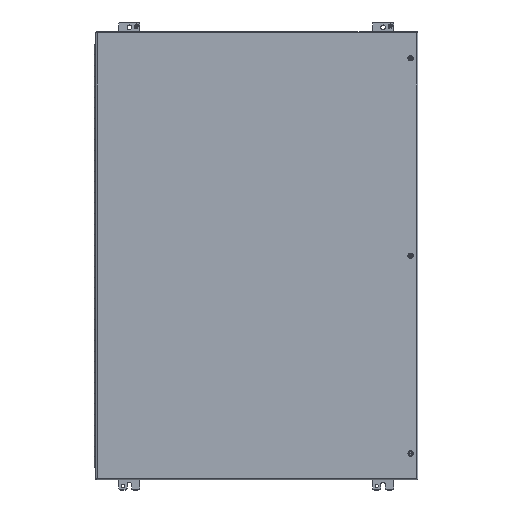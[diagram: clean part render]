
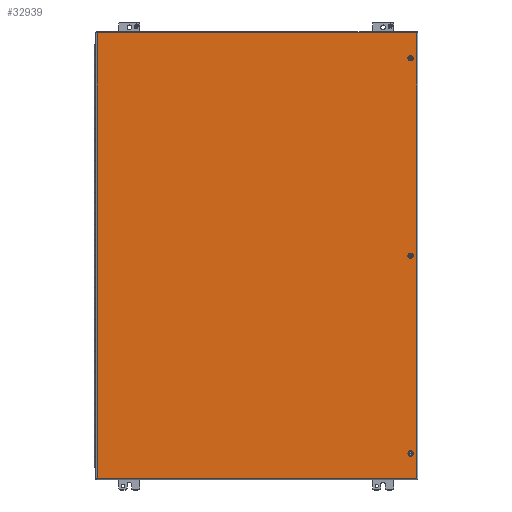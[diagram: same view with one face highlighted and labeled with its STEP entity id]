
A CAD part, top view. The second image highlights one B-rep face of the part: STEP entity #32939.
In plain terms, the highlighted planar face has unit normal (0, 0, 1).
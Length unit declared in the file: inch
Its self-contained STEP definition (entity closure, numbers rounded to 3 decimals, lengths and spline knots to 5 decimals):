
#850 = VERTEX_POINT ( 'NONE', #26727 ) ;
#918 = EDGE_LOOP ( 'NONE', ( #8241, #4503 ) ) ;
#1267 = EDGE_CURVE ( 'NONE', #18430, #850, #8335, .T. ) ;
#1477 = VECTOR ( 'NONE', #10886, 39.37008 ) ;
#1637 = VERTEX_POINT ( 'NONE', #9157 ) ;
#1781 = LINE ( 'NONE', #37798, #7721 ) ;
#2156 = DIRECTION ( 'NONE',  ( 0., 0., 1. ) ) ;
#3712 = FACE_BOUND ( 'NONE', #36752, .T. ) ;
#4503 = ORIENTED_EDGE ( 'NONE', *, *, #26073, .T. ) ;
#6186 = CARTESIAN_POINT ( 'NONE',  ( 14.58998, 18.6865, 9.172 ) ) ;
#6882 = DIRECTION ( 'NONE',  ( 0., 1., 0. ) ) ;
#7721 = VECTOR ( 'NONE', #24998, 39.37008 ) ;
#8241 = ORIENTED_EDGE ( 'NONE', *, *, #25477, .T. ) ;
#8335 = CIRCLE ( 'NONE', #22269, 0.133 ) ;
#9157 = CARTESIAN_POINT ( 'NONE',  ( -15.05202, -21.0795, 9.172 ) ) ;
#9893 = LINE ( 'NONE', #39015, #1477 ) ;
#10076 = LINE ( 'NONE', #26644, #32801 ) ;
#10112 = VERTEX_POINT ( 'NONE', #27955 ) ;
#10886 = DIRECTION ( 'NONE',  ( 0., -1., 0. ) ) ;
#11393 = CARTESIAN_POINT ( 'NONE',  ( 14.58998, -0.133, 9.172 ) ) ;
#11677 = DIRECTION ( 'NONE',  ( 0., -1., 0. ) ) ;
#11812 = DIRECTION ( 'NONE',  ( 0., 0., -1. ) ) ;
#11841 = EDGE_CURVE ( 'NONE', #1637, #40429, #1781, .T. ) ;
#12239 = CARTESIAN_POINT ( 'NONE',  ( 14.58998, 0., 9.172 ) ) ;
#12617 = CARTESIAN_POINT ( 'NONE',  ( 14.58998, 18.6865, 9.172 ) ) ;
#12659 = FACE_BOUND ( 'NONE', #18790, .T. ) ;
#12735 = AXIS2_PLACEMENT_3D ( 'NONE', #35925, #33145, #17261 ) ;
#13105 = CARTESIAN_POINT ( 'NONE',  ( 14.58998, -18.5535, 9.172 ) ) ;
#13695 = DIRECTION ( 'NONE',  ( 0., 0., -1. ) ) ;
#14365 = ORIENTED_EDGE ( 'NONE', *, *, #21685, .T. ) ;
#14366 = VERTEX_POINT ( 'NONE', #14858 ) ;
#14774 = AXIS2_PLACEMENT_3D ( 'NONE', #29089, #17061, #22891 ) ;
#14858 = CARTESIAN_POINT ( 'NONE',  ( 14.58998, 0.133, 9.172 ) ) ;
#14973 = ORIENTED_EDGE ( 'NONE', *, *, #11841, .T. ) ;
#15826 = EDGE_CURVE ( 'NONE', #16543, #1637, #9893, .T. ) ;
#16237 = CARTESIAN_POINT ( 'NONE',  ( 15.16998, -21.0795, 9.172 ) ) ;
#16543 = VERTEX_POINT ( 'NONE', #27759 ) ;
#17061 = DIRECTION ( 'NONE',  ( 0., 0., -1. ) ) ;
#17261 = DIRECTION ( 'NONE',  ( 0., -1., 0. ) ) ;
#17589 = CARTESIAN_POINT ( 'NONE',  ( -15.05202, -21.0795, 9.172 ) ) ;
#18430 = VERTEX_POINT ( 'NONE', #13105 ) ;
#18590 = ORIENTED_EDGE ( 'NONE', *, *, #1267, .T. ) ;
#18790 = EDGE_LOOP ( 'NONE', ( #14365, #18590 ) ) ;
#18858 = DIRECTION ( 'NONE',  ( 0., -1., 0. ) ) ;
#19477 = CIRCLE ( 'NONE', #20286, 0.133 ) ;
#19490 = DIRECTION ( 'NONE',  ( 0., 0., -1. ) ) ;
#19548 = CARTESIAN_POINT ( 'NONE',  ( 15.16998, 21.0795, 9.172 ) ) ;
#19902 = VECTOR ( 'NONE', #6882, 39.37008 ) ;
#20286 = AXIS2_PLACEMENT_3D ( 'NONE', #6186, #34735, #18858 ) ;
#20389 = CIRCLE ( 'NONE', #23994, 0.133 ) ;
#20613 = ORIENTED_EDGE ( 'NONE', *, *, #27060, .T. ) ;
#20729 = EDGE_CURVE ( 'NONE', #39469, #14366, #21428, .T. ) ;
#21022 = FACE_OUTER_BOUND ( 'NONE', #29341, .T. ) ;
#21428 = CIRCLE ( 'NONE', #37811, 0.133 ) ;
#21685 = EDGE_CURVE ( 'NONE', #850, #18430, #24285, .T. ) ;
#22269 = AXIS2_PLACEMENT_3D ( 'NONE', #31534, #13695, #34835 ) ;
#22891 = DIRECTION ( 'NONE',  ( 0., -1., 0. ) ) ;
#23479 = VERTEX_POINT ( 'NONE', #28042 ) ;
#23994 = AXIS2_PLACEMENT_3D ( 'NONE', #12617, #19490, #31648 ) ;
#24111 = ORIENTED_EDGE ( 'NONE', *, *, #39299, .T. ) ;
#24285 = CIRCLE ( 'NONE', #12735, 0.133 ) ;
#24998 = DIRECTION ( 'NONE',  ( 1., 0., 0. ) ) ;
#25028 = AXIS2_PLACEMENT_3D ( 'NONE', #17589, #2156, #30456 ) ;
#25477 = EDGE_CURVE ( 'NONE', #23479, #10112, #19477, .T. ) ;
#25781 = ORIENTED_EDGE ( 'NONE', *, *, #33902, .T. ) ;
#26073 = EDGE_CURVE ( 'NONE', #10112, #23479, #20389, .T. ) ;
#26644 = CARTESIAN_POINT ( 'NONE',  ( -15.05202, 21.0795, 9.172 ) ) ;
#26727 = CARTESIAN_POINT ( 'NONE',  ( 14.58998, -18.8195, 9.172 ) ) ;
#27060 = EDGE_CURVE ( 'NONE', #14366, #39469, #37080, .T. ) ;
#27147 = ORIENTED_EDGE ( 'NONE', *, *, #20729, .T. ) ;
#27759 = CARTESIAN_POINT ( 'NONE',  ( -15.05202, 21.0795, 9.172 ) ) ;
#27955 = CARTESIAN_POINT ( 'NONE',  ( 14.58998, 18.8195, 9.172 ) ) ;
#28042 = CARTESIAN_POINT ( 'NONE',  ( 14.58998, 18.5535, 9.172 ) ) ;
#29089 = CARTESIAN_POINT ( 'NONE',  ( 14.58998, 0., 9.172 ) ) ;
#29341 = EDGE_LOOP ( 'NONE', ( #24111, #25781, #31629, #14973 ) ) ;
#30456 = DIRECTION ( 'NONE',  ( 0., -1., 0. ) ) ;
#31534 = CARTESIAN_POINT ( 'NONE',  ( 14.58998, -18.6865, 9.172 ) ) ;
#31629 = ORIENTED_EDGE ( 'NONE', *, *, #15826, .T. ) ;
#31648 = DIRECTION ( 'NONE',  ( 0., -1., 0. ) ) ;
#32801 = VECTOR ( 'NONE', #39303, 39.37008 ) ;
#32872 = FACE_BOUND ( 'NONE', #918, .T. ) ;
#32939 = ADVANCED_FACE ( 'NONE', ( #21022, #32872, #12659, #3712 ), #39793, .T. ) ;
#33145 = DIRECTION ( 'NONE',  ( 0., 0., -1. ) ) ;
#33902 = EDGE_CURVE ( 'NONE', #35390, #16543, #10076, .T. ) ;
#34735 = DIRECTION ( 'NONE',  ( 0., 0., -1. ) ) ;
#34835 = DIRECTION ( 'NONE',  ( 0., -1., 0. ) ) ;
#35390 = VERTEX_POINT ( 'NONE', #19548 ) ;
#35925 = CARTESIAN_POINT ( 'NONE',  ( 14.58998, -18.6865, 9.172 ) ) ;
#36230 = CARTESIAN_POINT ( 'NONE',  ( 15.16998, -21.0795, 9.172 ) ) ;
#36684 = LINE ( 'NONE', #16237, #19902 ) ;
#36752 = EDGE_LOOP ( 'NONE', ( #27147, #20613 ) ) ;
#37080 = CIRCLE ( 'NONE', #14774, 0.133 ) ;
#37798 = CARTESIAN_POINT ( 'NONE',  ( -15.05202, -21.0795, 9.172 ) ) ;
#37811 = AXIS2_PLACEMENT_3D ( 'NONE', #12239, #11812, #11677 ) ;
#39015 = CARTESIAN_POINT ( 'NONE',  ( -15.05202, -21.0795, 9.172 ) ) ;
#39299 = EDGE_CURVE ( 'NONE', #40429, #35390, #36684, .T. ) ;
#39303 = DIRECTION ( 'NONE',  ( -1., 0., 0. ) ) ;
#39469 = VERTEX_POINT ( 'NONE', #11393 ) ;
#39793 = PLANE ( 'NONE',  #25028 ) ;
#40429 = VERTEX_POINT ( 'NONE', #36230 ) ;
